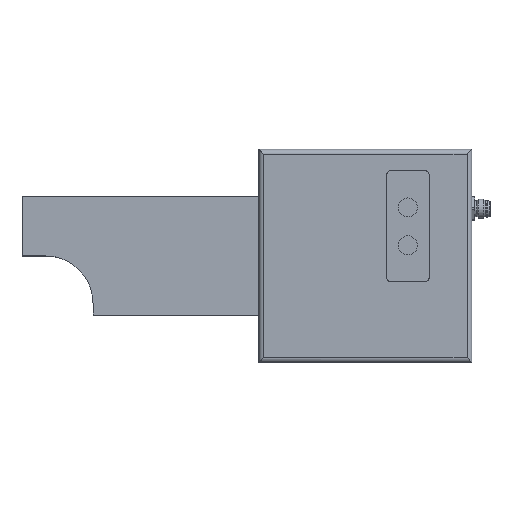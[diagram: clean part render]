
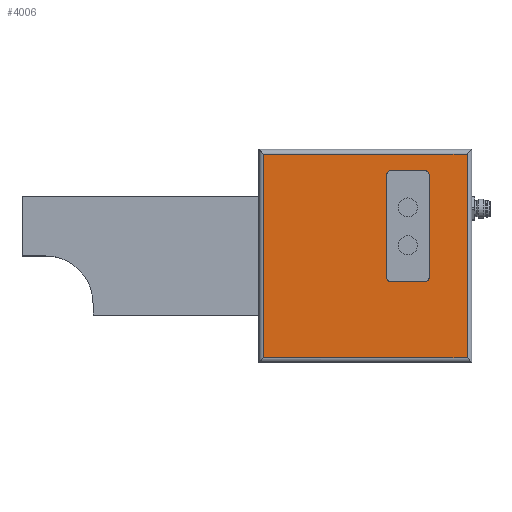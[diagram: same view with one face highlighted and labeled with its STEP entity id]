
A CAD part, top view. The second image highlights one B-rep face of the part: STEP entity #4006.
In plain terms, the highlighted face is planar.
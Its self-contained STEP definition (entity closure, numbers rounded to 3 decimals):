
#1930=ORIENTED_EDGE('',*,*,#2550,.F.);
#1931=ORIENTED_EDGE('',*,*,#2551,.F.);
#1932=ORIENTED_EDGE('',*,*,#2552,.F.);
#1933=ORIENTED_EDGE('',*,*,#2549,.F.);
#2237=VECTOR('',#3010,1.);
#2238=VECTOR('',#3013,1.);
#2239=VECTOR('',#3014,1.);
#2240=VECTOR('',#3015,1.);
#2326=LINE('',#3459,#2237);
#2327=LINE('',#3462,#2238);
#2328=LINE('',#3464,#2239);
#2329=LINE('',#3465,#2240);
#2416=VERTEX_POINT('',#3455);
#2417=VERTEX_POINT('',#3457);
#2418=VERTEX_POINT('',#3461);
#2419=VERTEX_POINT('',#3463);
#2549=EDGE_CURVE('',#2417,#2416,#2326,.T.);
#2550=EDGE_CURVE('',#2418,#2417,#2327,.T.);
#2551=EDGE_CURVE('',#2419,#2418,#2328,.T.);
#2552=EDGE_CURVE('',#2416,#2419,#2329,.T.);
#2692=EDGE_LOOP('',(#1930,#1931,#1932,#1933));
#2829=FACE_BOUND('',#2692,.T.);
#3010=DIRECTION('',(86.,0.,0.));
#3011=DIRECTION('',(0.,0.,-1.));
#3012=DIRECTION('',(0.,1.,0.));
#3013=DIRECTION('',(0.,-86.,0.));
#3014=DIRECTION('',(-86.,0.,0.));
#3015=DIRECTION('',(0.,86.,0.));
#3455=CARTESIAN_POINT('',(-2.,-88.,-21.));
#3457=CARTESIAN_POINT('',(-88.,-88.,-21.));
#3459=CARTESIAN_POINT('',(-88.,-88.,-21.));
#3460=CARTESIAN_POINT('',(-88.,-2.,-21.));
#3461=CARTESIAN_POINT('',(-88.,-2.,-21.));
#3462=CARTESIAN_POINT('',(-88.,-2.,-21.));
#3463=CARTESIAN_POINT('',(-2.,-2.,-21.));
#3464=CARTESIAN_POINT('',(-2.,-2.,-21.));
#3465=CARTESIAN_POINT('',(-2.,-88.,-21.));
#3799=AXIS2_PLACEMENT_3D('',#3460,#3011,#3012);
#3964=PLANE('',#3799);
#4006=ADVANCED_FACE('',(#2829),#3964,.T.);
